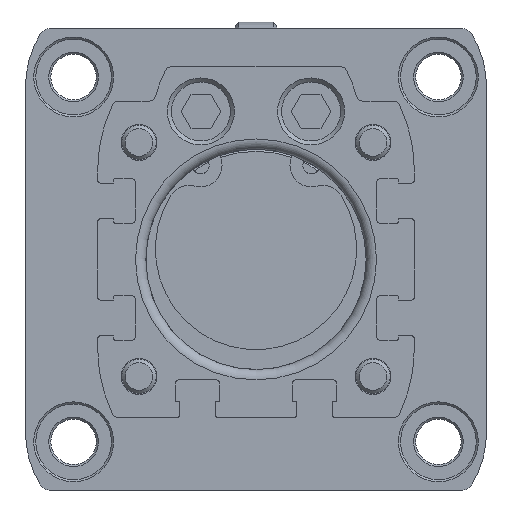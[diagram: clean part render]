
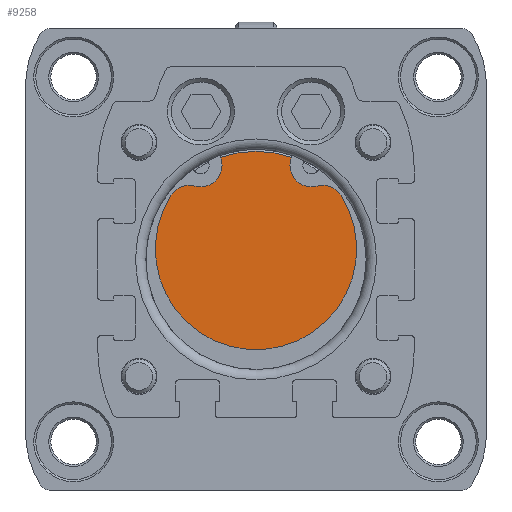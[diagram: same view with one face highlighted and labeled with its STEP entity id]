
A CAD part, front view. The second image highlights one B-rep face of the part: STEP entity #9258.
In plain terms, the highlighted planar face has unit normal (0, -1, 0).
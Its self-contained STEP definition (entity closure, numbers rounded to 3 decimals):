
#387=LINE('',#14181,#1093);
#388=LINE('',#14186,#1094);
#1093=VECTOR('',#11112,1000.);
#1094=VECTOR('',#11115,1000.);
#1801=ORIENTED_EDGE('',*,*,#4395,.T.);
#1802=ORIENTED_EDGE('',*,*,#4396,.T.);
#1803=ORIENTED_EDGE('',*,*,#4397,.T.);
#1804=ORIENTED_EDGE('',*,*,#4398,.T.);
#1805=ORIENTED_EDGE('',*,*,#4399,.F.);
#1806=ORIENTED_EDGE('',*,*,#4400,.F.);
#1807=ORIENTED_EDGE('',*,*,#4401,.F.);
#1808=ORIENTED_EDGE('',*,*,#4402,.T.);
#4395=EDGE_CURVE('',#5692,#5693,#387,.T.);
#4396=EDGE_CURVE('',#5693,#5694,#6631,.T.);
#4397=EDGE_CURVE('',#5694,#5695,#388,.T.);
#4398=EDGE_CURVE('',#5695,#5696,#6632,.T.);
#4399=EDGE_CURVE('',#5697,#5696,#6633,.T.);
#4400=EDGE_CURVE('',#5698,#5697,#6634,.T.);
#4401=EDGE_CURVE('',#5699,#5698,#6635,.T.);
#4402=EDGE_CURVE('',#5699,#5692,#6636,.T.);
#5692=VERTEX_POINT('',#14182);
#5693=VERTEX_POINT('',#14183);
#5694=VERTEX_POINT('',#14185);
#5695=VERTEX_POINT('',#14187);
#5696=VERTEX_POINT('',#14189);
#5697=VERTEX_POINT('',#14191);
#5698=VERTEX_POINT('',#14193);
#5699=VERTEX_POINT('',#14195);
#6631=CIRCLE('',#9924,15.7);
#6632=CIRCLE('',#9925,3.125);
#6633=CIRCLE('',#9926,3.125);
#6634=CIRCLE('',#9927,14.62);
#6635=CIRCLE('',#9928,3.125);
#6636=CIRCLE('',#9929,3.125);
#7200=EDGE_LOOP('',(#1801,#1802,#1803,#1804,#1805,#1806,#1807,#1808));
#8077=FACE_BOUND('',#7200,.T.);
#8961=PLANE('',#9923);
#9258=ADVANCED_FACE('',(#8077),#8961,.T.);
#9923=AXIS2_PLACEMENT_3D('',#14180,#11110,#11111);
#9924=AXIS2_PLACEMENT_3D('',#14184,#11113,#11114);
#9925=AXIS2_PLACEMENT_3D('',#14188,#11116,#11117);
#9926=AXIS2_PLACEMENT_3D('',#14190,#11118,#11119);
#9927=AXIS2_PLACEMENT_3D('',#14192,#11120,#11121);
#9928=AXIS2_PLACEMENT_3D('',#14194,#11122,#11123);
#9929=AXIS2_PLACEMENT_3D('',#14196,#11124,#11125);
#11110=DIRECTION('',(0.,-1.,0.));
#11111=DIRECTION('',(0.,0.,-1.));
#11112=DIRECTION('',(0.94,0.,-0.34));
#11113=DIRECTION('',(0.,-1.,0.));
#11114=DIRECTION('',(0.,0.,-1.));
#11115=DIRECTION('',(-0.94,0.,-0.34));
#11116=DIRECTION('',(0.,1.,0.));
#11117=DIRECTION('',(1.,0.,0.));
#11118=DIRECTION('',(0.,1.,0.));
#11119=DIRECTION('',(1.,0.,0.));
#11120=DIRECTION('',(0.,1.,0.));
#11121=DIRECTION('',(1.,0.,0.));
#11122=DIRECTION('',(0.,1.,0.));
#11123=DIRECTION('',(1.,0.,0.));
#11124=DIRECTION('',(0.,1.,0.));
#11125=DIRECTION('',(1.,0.,0.));
#14180=CARTESIAN_POINT('',(0.,3.8,0.));
#14181=CARTESIAN_POINT('',(14.739,3.8,-5.119));
#14182=CARTESIAN_POINT('',(14.739,3.8,-5.119));
#14183=CARTESIAN_POINT('',(14.831,3.8,-5.152));
#14184=CARTESIAN_POINT('',(0.,3.8,0.));
#14185=CARTESIAN_POINT('',(14.831,3.8,5.152));
#14186=CARTESIAN_POINT('',(16.375,3.8,5.71));
#14187=CARTESIAN_POINT('',(14.739,3.8,5.119));
#14188=CARTESIAN_POINT('',(13.677,3.8,8.058));
#14189=CARTESIAN_POINT('',(10.663,3.8,8.885));
#14190=CARTESIAN_POINT('',(7.649,3.8,9.712));
#14191=CARTESIAN_POINT('',(9.321,3.8,12.352));
#14192=CARTESIAN_POINT('',(1.5,3.8,0.));
#14193=CARTESIAN_POINT('',(9.321,3.8,-12.352));
#14194=CARTESIAN_POINT('',(7.649,3.8,-9.712));
#14195=CARTESIAN_POINT('',(10.663,3.8,-8.885));
#14196=CARTESIAN_POINT('',(13.677,3.8,-8.058));
